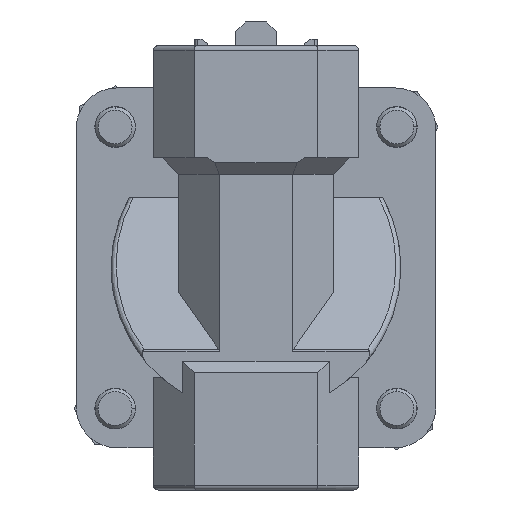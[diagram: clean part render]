
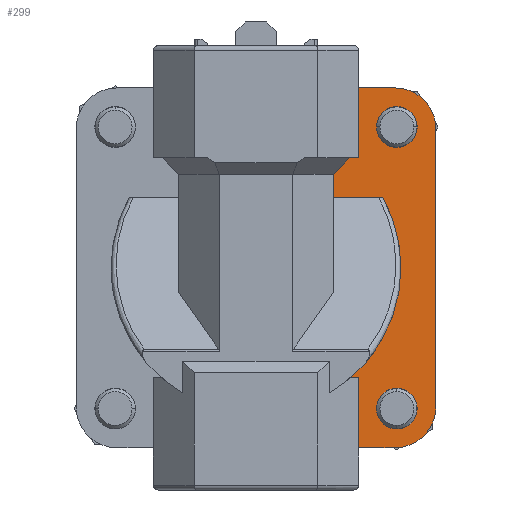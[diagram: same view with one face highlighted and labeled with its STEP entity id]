
A CAD part, front view. The second image highlights one B-rep face of the part: STEP entity #299.
In plain terms, the highlighted planar face has unit normal (0, -1, 0).
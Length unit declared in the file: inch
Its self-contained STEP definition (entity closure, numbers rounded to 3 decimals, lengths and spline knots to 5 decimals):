
#66 = CARTESIAN_POINT ( 'NONE',  ( 0.865, 0.4975, -0.865 ) ) ;
#118 = VECTOR ( 'NONE', #10727, 39.37008 ) ;
#195 = CARTESIAN_POINT ( 'NONE',  ( 0.74, 0.4975, 0.865 ) ) ;
#285 = CARTESIAN_POINT ( 'NONE',  ( 0.575, 0.4975, 0.675 ) ) ;
#299 = ADVANCED_FACE ( 'NONE', ( #1649, #11204, #9539 ), #3681, .F. ) ;
#341 = DIRECTION ( 'NONE',  ( 1., 0., 0. ) ) ;
#355 = ORIENTED_EDGE ( 'NONE', *, *, #6962, .T. ) ;
#385 = LINE ( 'NONE', #4963, #810 ) ;
#387 = ORIENTED_EDGE ( 'NONE', *, *, #3407, .F. ) ;
#410 = CARTESIAN_POINT ( 'NONE',  ( 0.63, 0.4975, 1.105 ) ) ;
#476 = VECTOR ( 'NONE', #1248, 39.37008 ) ;
#479 = AXIS2_PLACEMENT_3D ( 'NONE', #5479, #8929, #9678 ) ;
#644 = DIRECTION ( 'NONE',  ( 0., 1., 0. ) ) ;
#714 = EDGE_LOOP ( 'NONE', ( #2229, #8874 ) ) ;
#739 = LINE ( 'NONE', #3331, #1927 ) ;
#810 = VECTOR ( 'NONE', #4058, 39.37008 ) ;
#956 = LINE ( 'NONE', #9466, #8792 ) ;
#976 = CARTESIAN_POINT ( 'NONE',  ( 1.105, 0.4975, 0.855 ) ) ;
#1242 = CARTESIAN_POINT ( 'NONE',  ( 1.105, 0.4975, -1.105 ) ) ;
#1248 = DIRECTION ( 'NONE',  ( 1., 0., 0. ) ) ;
#1421 = VERTEX_POINT ( 'NONE', #195 ) ;
#1490 = VERTEX_POINT ( 'NONE', #8826 ) ;
#1582 = EDGE_CURVE ( 'NONE', #1490, #4596, #3727, .T. ) ;
#1649 = FACE_BOUND ( 'NONE', #714, .T. ) ;
#1785 = LINE ( 'NONE', #8708, #5368 ) ;
#1797 = CARTESIAN_POINT ( 'NONE',  ( 0.77923, 0.4975, 0.43 ) ) ;
#1927 = VECTOR ( 'NONE', #5109, 39.37008 ) ;
#2134 = DIRECTION ( 'NONE',  ( -1., 0., 0. ) ) ;
#2135 = VERTEX_POINT ( 'NONE', #410 ) ;
#2229 = ORIENTED_EDGE ( 'NONE', *, *, #1582, .T. ) ;
#2507 = EDGE_CURVE ( 'NONE', #7431, #2943, #2840, .T. ) ;
#2547 = DIRECTION ( 'NONE',  ( -1., 0., 0. ) ) ;
#2704 = ORIENTED_EDGE ( 'NONE', *, *, #3680, .F. ) ;
#2711 = ORIENTED_EDGE ( 'NONE', *, *, #7202, .T. ) ;
#2781 = AXIS2_PLACEMENT_3D ( 'NONE', #3844, #7308, #2134 ) ;
#2807 = EDGE_LOOP ( 'NONE', ( #4064, #2711, #8967, #2704, #6716, #387, #2974, #9393, #6390, #5533, #8528, #4543, #8383 ) ) ;
#2838 = VERTEX_POINT ( 'NONE', #3270 ) ;
#2840 = CIRCLE ( 'NONE', #7195, 0.89 ) ;
#2875 = DIRECTION ( 'NONE',  ( 0., 1., 0. ) ) ;
#2943 = VERTEX_POINT ( 'NONE', #1797 ) ;
#2974 = ORIENTED_EDGE ( 'NONE', *, *, #10097, .T. ) ;
#2982 = AXIS2_PLACEMENT_3D ( 'NONE', #5988, #4117, #4343 ) ;
#2987 = LINE ( 'NONE', #5398, #10643 ) ;
#3270 = CARTESIAN_POINT ( 'NONE',  ( 0.99, 0.4975, 0.865 ) ) ;
#3331 = CARTESIAN_POINT ( 'NONE',  ( 1.105, 0.4975, 1.105 ) ) ;
#3397 = DIRECTION ( 'NONE',  ( 0., 0., -1. ) ) ;
#3407 = EDGE_CURVE ( 'NONE', #9500, #6075, #7494, .T. ) ;
#3420 = CARTESIAN_POINT ( 'NONE',  ( 0.475, 0.4975, 0.575 ) ) ;
#3473 = DIRECTION ( 'NONE',  ( 0., 0., -1. ) ) ;
#3630 = CARTESIAN_POINT ( 'NONE',  ( 0., 0.4975, 0. ) ) ;
#3668 = CARTESIAN_POINT ( 'NONE',  ( 0.865, 0.4975, 0.865 ) ) ;
#3680 = EDGE_CURVE ( 'NONE', #8529, #7431, #10343, .T. ) ;
#3681 = PLANE ( 'NONE',  #9073 ) ;
#3727 = CIRCLE ( 'NONE', #479, 0.125 ) ;
#3777 = VECTOR ( 'NONE', #2547, 39.37008 ) ;
#3844 = CARTESIAN_POINT ( 'NONE',  ( 0.855, 0.4975, 0.855 ) ) ;
#3900 = VERTEX_POINT ( 'NONE', #9178 ) ;
#3930 = CARTESIAN_POINT ( 'NONE',  ( 0.63, 0.4975, -0.675 ) ) ;
#4058 = DIRECTION ( 'NONE',  ( 1., 0., 0. ) ) ;
#4064 = ORIENTED_EDGE ( 'NONE', *, *, #4748, .F. ) ;
#4117 = DIRECTION ( 'NONE',  ( 0., -1., 0. ) ) ;
#4239 = AXIS2_PLACEMENT_3D ( 'NONE', #66, #10308, #6776 ) ;
#4343 = DIRECTION ( 'NONE',  ( -1., 0., 0. ) ) ;
#4422 = CARTESIAN_POINT ( 'NONE',  ( 0.63, 0.4975, 0.675 ) ) ;
#4511 = VERTEX_POINT ( 'NONE', #9630 ) ;
#4543 = ORIENTED_EDGE ( 'NONE', *, *, #7512, .F. ) ;
#4596 = VERTEX_POINT ( 'NONE', #4632 ) ;
#4632 = CARTESIAN_POINT ( 'NONE',  ( 0.99, 0.4975, -0.865 ) ) ;
#4748 = EDGE_CURVE ( 'NONE', #4511, #7051, #1785, .T. ) ;
#4765 = VECTOR ( 'NONE', #3473, 39.37008 ) ;
#4778 = CARTESIAN_POINT ( 'NONE',  ( 0., 0.4975, 0.43 ) ) ;
#4963 = CARTESIAN_POINT ( 'NONE',  ( 1.105, 0.4975, 1.105 ) ) ;
#5109 = DIRECTION ( 'NONE',  ( 0., 0., -1. ) ) ;
#5171 = CARTESIAN_POINT ( 'NONE',  ( 0.58006, 0.4975, -0.675 ) ) ;
#5181 = VERTEX_POINT ( 'NONE', #285 ) ;
#5189 = CIRCLE ( 'NONE', #7171, 0.125 ) ;
#5222 = VECTOR ( 'NONE', #10854, 39.37008 ) ;
#5368 = VECTOR ( 'NONE', #9667, 39.37008 ) ;
#5398 = CARTESIAN_POINT ( 'NONE',  ( 0.475, 0.4975, 0.575 ) ) ;
#5479 = CARTESIAN_POINT ( 'NONE',  ( 0.865, 0.4975, -0.865 ) ) ;
#5533 = ORIENTED_EDGE ( 'NONE', *, *, #9236, .F. ) ;
#5569 = CARTESIAN_POINT ( 'NONE',  ( 0., 0.4975, 0. ) ) ;
#5970 = CARTESIAN_POINT ( 'NONE',  ( 0.63, 0.4975, -0.675 ) ) ;
#5988 = CARTESIAN_POINT ( 'NONE',  ( 0.855, 0.4975, -0.855 ) ) ;
#5991 = CARTESIAN_POINT ( 'NONE',  ( 0.63, 0.4975, 1.365 ) ) ;
#6069 = CARTESIAN_POINT ( 'NONE',  ( 0.63, 0.4975, -1.105 ) ) ;
#6075 = VERTEX_POINT ( 'NONE', #6069 ) ;
#6362 = DIRECTION ( 'NONE',  ( -0.707, 0., -0.707 ) ) ;
#6390 = ORIENTED_EDGE ( 'NONE', *, *, #9208, .T. ) ;
#6716 = ORIENTED_EDGE ( 'NONE', *, *, #11075, .T. ) ;
#6776 = DIRECTION ( 'NONE',  ( -1., 0., 0. ) ) ;
#6962 = EDGE_CURVE ( 'NONE', #1421, #2838, #5189, .T. ) ;
#6985 = DIRECTION ( 'NONE',  ( 0., 1., 0. ) ) ;
#7042 = VERTEX_POINT ( 'NONE', #976 ) ;
#7051 = VERTEX_POINT ( 'NONE', #3420 ) ;
#7091 = LINE ( 'NONE', #8167, #118 ) ;
#7137 = DIRECTION ( 'NONE',  ( -1., 0., 0. ) ) ;
#7171 = AXIS2_PLACEMENT_3D ( 'NONE', #7685, #644, #10244 ) ;
#7195 = AXIS2_PLACEMENT_3D ( 'NONE', #5569, #10116, #341 ) ;
#7202 = EDGE_CURVE ( 'NONE', #4511, #2943, #9830, .T. ) ;
#7308 = DIRECTION ( 'NONE',  ( 0., -1., 0. ) ) ;
#7431 = VERTEX_POINT ( 'NONE', #5171 ) ;
#7494 = LINE ( 'NONE', #1242, #5222 ) ;
#7509 = EDGE_CURVE ( 'NONE', #5181, #7051, #2987, .T. ) ;
#7512 = EDGE_CURVE ( 'NONE', #5181, #9046, #7091, .T. ) ;
#7685 = CARTESIAN_POINT ( 'NONE',  ( 0.865, 0.4975, 0.865 ) ) ;
#7691 = EDGE_CURVE ( 'NONE', #7042, #9078, #739, .T. ) ;
#7757 = ORIENTED_EDGE ( 'NONE', *, *, #9108, .T. ) ;
#7879 = CARTESIAN_POINT ( 'NONE',  ( 1.105, 0.4975, -0.855 ) ) ;
#8167 = CARTESIAN_POINT ( 'NONE',  ( 0.63, 0.4975, 0.675 ) ) ;
#8195 = EDGE_CURVE ( 'NONE', #4596, #1490, #10217, .T. ) ;
#8383 = ORIENTED_EDGE ( 'NONE', *, *, #7509, .T. ) ;
#8418 = AXIS2_PLACEMENT_3D ( 'NONE', #3668, #2875, #7137 ) ;
#8498 = CARTESIAN_POINT ( 'NONE',  ( 0.855, 0.4975, -1.105 ) ) ;
#8528 = ORIENTED_EDGE ( 'NONE', *, *, #10509, .T. ) ;
#8529 = VERTEX_POINT ( 'NONE', #3930 ) ;
#8708 = CARTESIAN_POINT ( 'NONE',  ( 0.475, 0.4975, 0.675 ) ) ;
#8792 = VECTOR ( 'NONE', #3397, 39.37008 ) ;
#8826 = CARTESIAN_POINT ( 'NONE',  ( 0.74, 0.4975, -0.865 ) ) ;
#8832 = EDGE_LOOP ( 'NONE', ( #355, #7757 ) ) ;
#8874 = ORIENTED_EDGE ( 'NONE', *, *, #8195, .T. ) ;
#8929 = DIRECTION ( 'NONE',  ( 0., 1., 0. ) ) ;
#8967 = ORIENTED_EDGE ( 'NONE', *, *, #2507, .F. ) ;
#9046 = VERTEX_POINT ( 'NONE', #4422 ) ;
#9073 = AXIS2_PLACEMENT_3D ( 'NONE', #3630, #6985, #10457 ) ;
#9078 = VERTEX_POINT ( 'NONE', #7879 ) ;
#9108 = EDGE_CURVE ( 'NONE', #2838, #1421, #10052, .T. ) ;
#9178 = CARTESIAN_POINT ( 'NONE',  ( 0.855, 0.4975, 1.105 ) ) ;
#9208 = EDGE_CURVE ( 'NONE', #7042, #3900, #11146, .T. ) ;
#9236 = EDGE_CURVE ( 'NONE', #2135, #3900, #385, .T. ) ;
#9393 = ORIENTED_EDGE ( 'NONE', *, *, #7691, .F. ) ;
#9466 = CARTESIAN_POINT ( 'NONE',  ( 0.63, 0.4975, 1.365 ) ) ;
#9500 = VERTEX_POINT ( 'NONE', #8498 ) ;
#9539 = FACE_OUTER_BOUND ( 'NONE', #2807, .T. ) ;
#9630 = CARTESIAN_POINT ( 'NONE',  ( 0.475, 0.4975, 0.43 ) ) ;
#9667 = DIRECTION ( 'NONE',  ( 0., 0., 1. ) ) ;
#9678 = DIRECTION ( 'NONE',  ( -1., 0., 0. ) ) ;
#9830 = LINE ( 'NONE', #4778, #476 ) ;
#10052 = CIRCLE ( 'NONE', #8418, 0.125 ) ;
#10097 = EDGE_CURVE ( 'NONE', #9500, #9078, #10252, .T. ) ;
#10116 = DIRECTION ( 'NONE',  ( 0., -1., 0. ) ) ;
#10217 = CIRCLE ( 'NONE', #4239, 0.125 ) ;
#10244 = DIRECTION ( 'NONE',  ( -1., 0., 0. ) ) ;
#10252 = CIRCLE ( 'NONE', #2982, 0.25 ) ;
#10308 = DIRECTION ( 'NONE',  ( 0., 1., 0. ) ) ;
#10343 = LINE ( 'NONE', #5970, #3777 ) ;
#10411 = LINE ( 'NONE', #5991, #4765 ) ;
#10457 = DIRECTION ( 'NONE',  ( -1., 0., 0. ) ) ;
#10509 = EDGE_CURVE ( 'NONE', #2135, #9046, #956, .T. ) ;
#10643 = VECTOR ( 'NONE', #6362, 39.37008 ) ;
#10727 = DIRECTION ( 'NONE',  ( 1., 0., 0. ) ) ;
#10854 = DIRECTION ( 'NONE',  ( -1., 0., 0. ) ) ;
#11075 = EDGE_CURVE ( 'NONE', #8529, #6075, #10411, .T. ) ;
#11146 = CIRCLE ( 'NONE', #2781, 0.25 ) ;
#11204 = FACE_BOUND ( 'NONE', #8832, .T. ) ;
